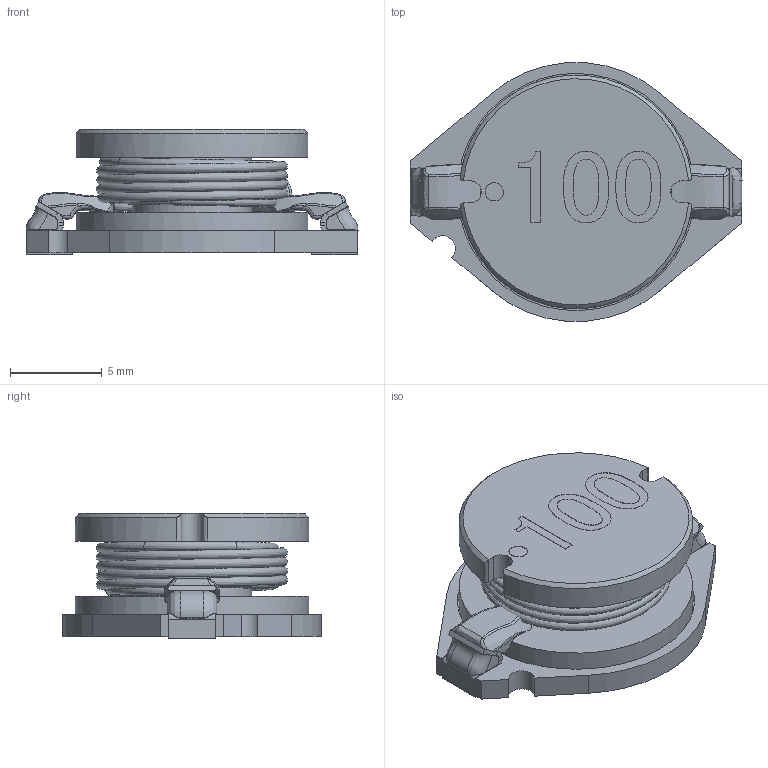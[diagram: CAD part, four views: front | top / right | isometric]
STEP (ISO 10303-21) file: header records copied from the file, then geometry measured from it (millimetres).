
FILE_DESCRIPTION( ('This file contains a STEP AP42 implementation' ,'as created by ZW3D STEP Interface translator.') ,'2;1' );
FILE_NAME( 'SB1806-L.stp' ,'1612 9.181721', (''), ('ZWCAD Software Co.'), 'Version 1.0', 'ZW3D to STEP translator', '' );
FILE_SCHEMA( ('CONFIG_CONTROL_DESIGN') );
Length unit declared in the file: millimetre
Products named in the file (1): 0
Bounding box: 18.05 x 14.06 x 6.8 mm (x, y, z)
Volume: 727.4 mm3; surface area: 1716.2 mm2
Topology: 10 solids, 10 shells, 294 faces, 708 edges, 442 vertices
Faces by surface type: bspline 294
Entity records: 89141 total; most frequent: CARTESIAN_POINT 84887, ORIENTED_EDGE 1414, EDGE_CURVE 707, B_SPLINE_CURVE_WITH_KNOTS 572, VERTEX_POINT 442, EDGE_LOOP 303, FACE_OUTER_BOUND 294, ADVANCED_FACE 294
